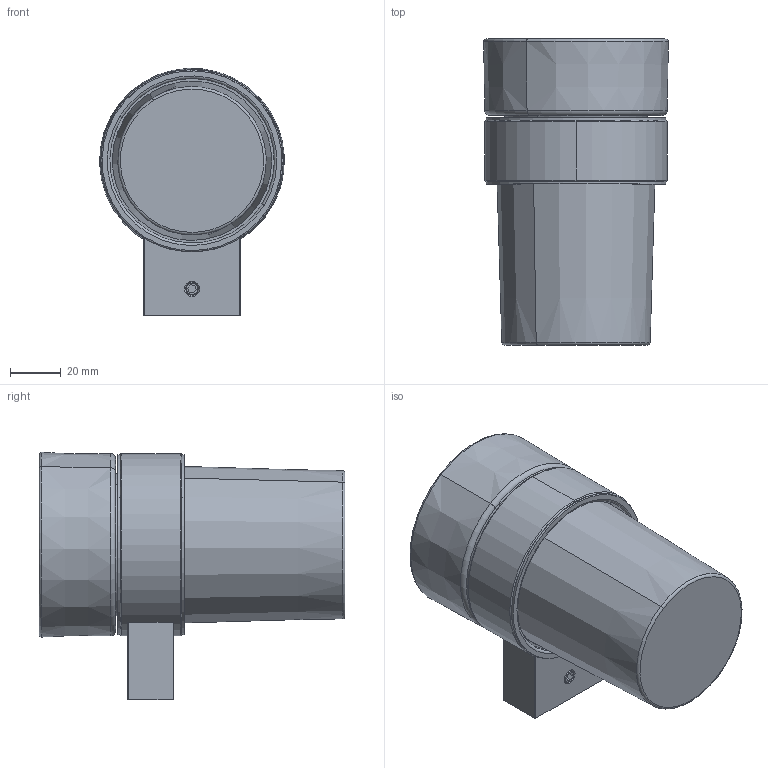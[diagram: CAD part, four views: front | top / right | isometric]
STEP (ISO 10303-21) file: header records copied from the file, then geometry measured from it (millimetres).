
FILE_DESCRIPTION (( 'STEP AP203' ), '1' );
FILE_NAME ('28011A.STEP', '2016-06-04T03:06:48', ( '微软用户' ), ( '微软中国' ), 'SwSTEP 2.0', 'SolidWorks 2011', '' );
FILE_SCHEMA (( 'CONFIG_CONTROL_DESIGN' ));
Length unit declared in the file: millimetre
Products named in the file (1): 28011A
Bounding box: 72.44 x 120 x 96.97 mm (x, y, z)
Surface area: 67630.7 mm2 (no closed solid volume)
Topology: 0 solids, 8 shells, 123 faces, 353 edges, 240 vertices
Faces by surface type: plane 47, cylinder 44, torus 20, cone 12
Entity records: 4217 total; most frequent: CARTESIAN_POINT 1031, DIRECTION 667, ORIENTED_EDGE 586, EDGE_CURVE 353, AXIS2_PLACEMENT_3D 246, VERTEX_POINT 240, LINE 175, VECTOR 175
